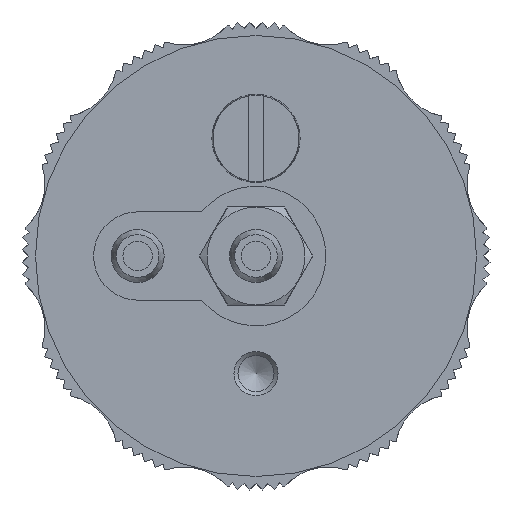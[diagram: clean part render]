
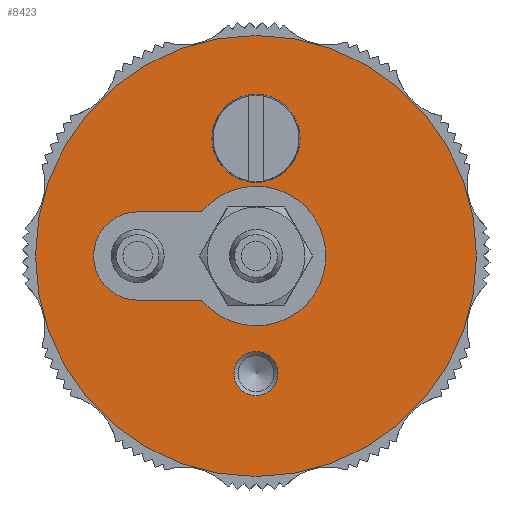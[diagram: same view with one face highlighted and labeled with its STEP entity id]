
A CAD part, front view. The second image highlights one B-rep face of the part: STEP entity #8423.
In plain terms, the highlighted planar face has unit normal (0, -1, 0).
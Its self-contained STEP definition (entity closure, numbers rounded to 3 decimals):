
#512=CIRCLE('',#8493,3.);
#706=CIRCLE('',#9083,4.75);
#707=CIRCLE('',#9084,3.);
#708=CIRCLE('',#9085,1.5);
#709=CIRCLE('',#9086,15.);
#2933=ORIENTED_EDGE('',*,*,#4426,.T.);
#2934=ORIENTED_EDGE('',*,*,#4427,.F.);
#2935=ORIENTED_EDGE('',*,*,#4428,.T.);
#2936=ORIENTED_EDGE('',*,*,#4429,.T.);
#2937=ORIENTED_EDGE('',*,*,#4430,.T.);
#2938=ORIENTED_EDGE('',*,*,#3250,.F.);
#2939=ORIENTED_EDGE('',*,*,#4431,.T.);
#3250=EDGE_CURVE('',#4500,#4500,#512,.F.);
#4426=EDGE_CURVE('',#5288,#5289,#6021,.T.);
#4427=EDGE_CURVE('',#5290,#5289,#706,.F.);
#4428=EDGE_CURVE('',#5290,#5291,#6022,.T.);
#4429=EDGE_CURVE('',#5291,#5288,#707,.T.);
#4430=EDGE_CURVE('',#5292,#5292,#708,.T.);
#4431=EDGE_CURVE('',#5293,#5293,#709,.T.);
#4500=VERTEX_POINT('',#11261);
#5288=VERTEX_POINT('',#14908);
#5289=VERTEX_POINT('',#14909);
#5290=VERTEX_POINT('',#14911);
#5291=VERTEX_POINT('',#14913);
#5292=VERTEX_POINT('',#14916);
#5293=VERTEX_POINT('',#14918);
#6021=LINE('',#14907,#6721);
#6022=LINE('',#14912,#6722);
#6721=VECTOR('',#11042,1000.);
#6722=VECTOR('',#11045,1000.);
#7153=EDGE_LOOP('',(#2933,#2934,#2935,#2936));
#7154=EDGE_LOOP('',(#2937));
#7155=EDGE_LOOP('',(#2938));
#7156=EDGE_LOOP('',(#2939));
#7655=FACE_BOUND('',#7153,.T.);
#7656=FACE_BOUND('',#7154,.T.);
#7657=FACE_BOUND('',#7155,.T.);
#7658=FACE_BOUND('',#7156,.T.);
#7998=PLANE('',#9082);
#8423=ADVANCED_FACE('',(#7655,#7656,#7657,#7658),#7998,.F.);
#8493=AXIS2_PLACEMENT_3D('',#11260,#9188,#9189);
#9082=AXIS2_PLACEMENT_3D('',#14906,#11040,#11041);
#9083=AXIS2_PLACEMENT_3D('',#14910,#11043,#11044);
#9084=AXIS2_PLACEMENT_3D('',#14914,#11046,#11047);
#9085=AXIS2_PLACEMENT_3D('',#14915,#11048,#11049);
#9086=AXIS2_PLACEMENT_3D('',#14917,#11050,#11051);
#9188=DIRECTION('',(0.,1.,0.));
#9189=DIRECTION('',(0.,0.,1.));
#11040=DIRECTION('',(0.,1.,0.));
#11041=DIRECTION('',(0.,0.,1.));
#11042=DIRECTION('',(1.,0.,0.));
#11043=DIRECTION('',(0.,1.,0.));
#11044=DIRECTION('',(0.,0.,1.));
#11045=DIRECTION('',(-1.,0.,0.));
#11046=DIRECTION('',(0.,1.,0.));
#11047=DIRECTION('',(1.,0.,0.));
#11048=DIRECTION('',(0.,1.,0.));
#11049=DIRECTION('',(1.,0.,0.));
#11050=DIRECTION('',(0.,-1.,0.));
#11051=DIRECTION('',(0.,0.,-1.));
#11260=CARTESIAN_POINT('',(0.,-3.5,8.));
#11261=CARTESIAN_POINT('',(0.,-3.5,11.));
#14906=CARTESIAN_POINT('',(15.,-3.5,0.));
#14907=CARTESIAN_POINT('',(-8.05,-3.5,3.));
#14908=CARTESIAN_POINT('',(-8.05,-3.5,3.));
#14909=CARTESIAN_POINT('',(-3.683,-3.5,3.));
#14910=CARTESIAN_POINT('',(0.,-3.5,0.));
#14911=CARTESIAN_POINT('',(-3.683,-3.5,-3.));
#14912=CARTESIAN_POINT('',(-3.683,-3.5,-3.));
#14913=CARTESIAN_POINT('',(-8.05,-3.5,-3.));
#14914=CARTESIAN_POINT('',(-8.05,-3.5,0.));
#14915=CARTESIAN_POINT('',(0.,-3.5,-8.));
#14916=CARTESIAN_POINT('',(1.5,-3.5,-8.));
#14917=CARTESIAN_POINT('',(0.,-3.5,0.));
#14918=CARTESIAN_POINT('',(0.,-3.5,-15.));
